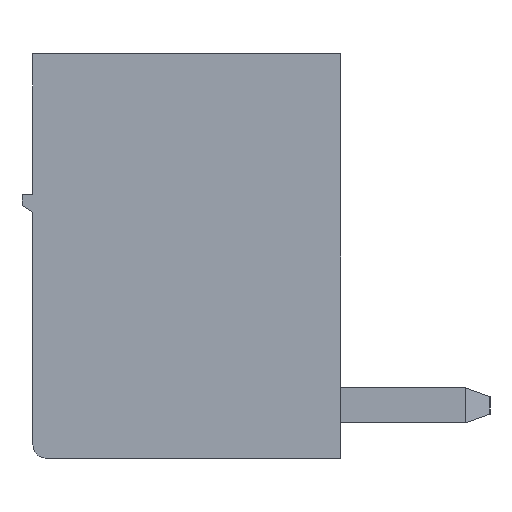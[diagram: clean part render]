
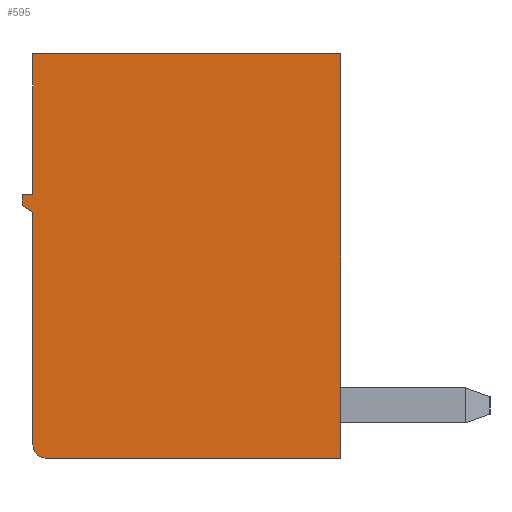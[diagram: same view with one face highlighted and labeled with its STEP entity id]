
A CAD part, left-side view. The second image highlights one B-rep face of the part: STEP entity #595.
In plain terms, the highlighted planar face has unit normal (-1, 0, 0).
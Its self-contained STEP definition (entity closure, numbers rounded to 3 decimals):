
#595 = ADVANCED_FACE( '', ( #1689 ), #1690, .F. );
#1689 = FACE_OUTER_BOUND( '', #3322, .T. );
#1690 = PLANE( '', #3323 );
#3322 = EDGE_LOOP( '', ( #5068, #5069, #5070, #5071, #5072, #5073, #5074, #5075, #5076 ) );
#3323 = AXIS2_PLACEMENT_3D( '', #5077, #5078, #5079 );
#5068 = ORIENTED_EDGE( '', *, *, #9825, .F. );
#5069 = ORIENTED_EDGE( '', *, *, #9826, .F. );
#5070 = ORIENTED_EDGE( '', *, *, #9827, .F. );
#5071 = ORIENTED_EDGE( '', *, *, #9828, .F. );
#5072 = ORIENTED_EDGE( '', *, *, #9829, .F. );
#5073 = ORIENTED_EDGE( '', *, *, #9830, .F. );
#5074 = ORIENTED_EDGE( '', *, *, #9831, .F. );
#5075 = ORIENTED_EDGE( '', *, *, #9832, .T. );
#5076 = ORIENTED_EDGE( '', *, *, #9833, .F. );
#5077 = CARTESIAN_POINT( '', ( -1024.027, -314.14, 0.933 ) );
#5078 = DIRECTION( '', ( 1., 0., 0. ) );
#5079 = DIRECTION( '', ( 0., 1., 0. ) );
#9825 = EDGE_CURVE( '', #11804, #11805, #11806, .T. );
#9826 = EDGE_CURVE( '', #11807, #11804, #11808, .T. );
#9827 = EDGE_CURVE( '', #11809, #11807, #11810, .T. );
#9828 = EDGE_CURVE( '', #11811, #11809, #11812, .T. );
#9829 = EDGE_CURVE( '', #11813, #11811, #11814, .T. );
#9830 = EDGE_CURVE( '', #11815, #11813, #11816, .T. );
#9831 = EDGE_CURVE( '', #11817, #11815, #11818, .T. );
#9832 = EDGE_CURVE( '', #11817, #11819, #11820, .T. );
#9833 = EDGE_CURVE( '', #11805, #11819, #11821, .T. );
#11804 = VERTEX_POINT( '', #14662 );
#11805 = VERTEX_POINT( '', #14663 );
#11806 = LINE( '', #14664, #14665 );
#11807 = VERTEX_POINT( '', #14666 );
#11808 = LINE( '', #14667, #14668 );
#11809 = VERTEX_POINT( '', #14669 );
#11810 = LINE( '', #14670, #14671 );
#11811 = VERTEX_POINT( '', #14672 );
#11812 = LINE( '', #14673, #14674 );
#11813 = VERTEX_POINT( '', #14675 );
#11814 = LINE( '', #14676, #14677 );
#11815 = VERTEX_POINT( '', #14678 );
#11816 = LINE( '', #14679, #14680 );
#11817 = VERTEX_POINT( '', #14681 );
#11818 = LINE( '', #14682, #14683 );
#11819 = VERTEX_POINT( '', #14684 );
#11820 = CIRCLE( '', #14685, 0.3 );
#11821 = LINE( '', #14686, #14687 );
#14662 = CARTESIAN_POINT( '', ( -1024.027, -321.14, 0.933 ) );
#14663 = CARTESIAN_POINT( '', ( -1024.027, -321.14, -8.267 ) );
#14664 = CARTESIAN_POINT( '', ( -1024.027, -321.14, -8.267 ) );
#14665 = VECTOR( '', #18516, 1000. );
#14666 = CARTESIAN_POINT( '', ( -1024.027, -314.14, 0.933 ) );
#14667 = CARTESIAN_POINT( '', ( -1024.027, -321.14, 0.933 ) );
#14668 = VECTOR( '', #18517, 1000. );
#14669 = CARTESIAN_POINT( '', ( -1024.027, -314.14, -2.267 ) );
#14670 = CARTESIAN_POINT( '', ( -1024.027, -314.14, 0.933 ) );
#14671 = VECTOR( '', #18518, 1000. );
#14672 = CARTESIAN_POINT( '', ( -1024.027, -313.89, -2.267 ) );
#14673 = CARTESIAN_POINT( '', ( -1024.027, -314.14, -2.267 ) );
#14674 = VECTOR( '', #18519, 1000. );
#14675 = CARTESIAN_POINT( '', ( -1024.027, -313.89, -2.517 ) );
#14676 = CARTESIAN_POINT( '', ( -1024.027, -313.89, -2.267 ) );
#14677 = VECTOR( '', #18520, 1000. );
#14678 = CARTESIAN_POINT( '', ( -1024.027, -314.14, -2.667 ) );
#14679 = CARTESIAN_POINT( '', ( -1024.027, -313.89, -2.517 ) );
#14680 = VECTOR( '', #18521, 1000. );
#14681 = CARTESIAN_POINT( '', ( -1024.027, -314.14, -7.967 ) );
#14682 = CARTESIAN_POINT( '', ( -1024.027, -314.14, -2.667 ) );
#14683 = VECTOR( '', #18522, 1000. );
#14684 = CARTESIAN_POINT( '', ( -1024.027, -314.44, -8.267 ) );
#14685 = AXIS2_PLACEMENT_3D( '', #18523, #18524, #18525 );
#14686 = CARTESIAN_POINT( '', ( -1024.027, -314.44, -8.267 ) );
#14687 = VECTOR( '', #18526, 1000. );
#18516 = DIRECTION( '', ( 0., 0., -1. ) );
#18517 = DIRECTION( '', ( 0., -1., 0. ) );
#18518 = DIRECTION( '', ( 0., 0., 1. ) );
#18519 = DIRECTION( '', ( 0., -1., 0. ) );
#18520 = DIRECTION( '', ( 0., 0., 1. ) );
#18521 = DIRECTION( '', ( 0., 0.857, 0.514 ) );
#18522 = DIRECTION( '', ( 0., 0., 1. ) );
#18523 = CARTESIAN_POINT( '', ( -1024.027, -314.44, -7.967 ) );
#18524 = DIRECTION( '', ( -1., 0., 0. ) );
#18525 = DIRECTION( '', ( 0., 0., -1. ) );
#18526 = DIRECTION( '', ( 0., 1., 0. ) );
